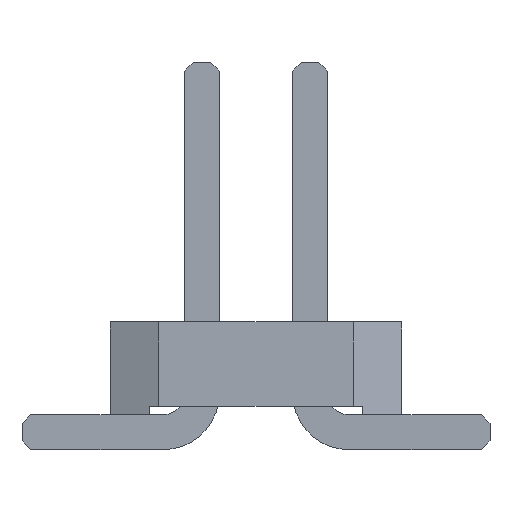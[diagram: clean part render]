
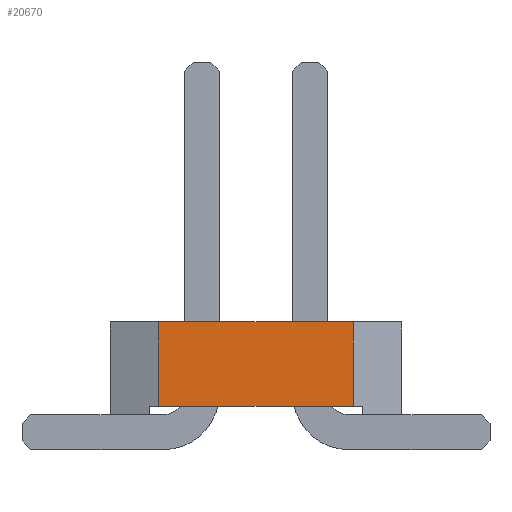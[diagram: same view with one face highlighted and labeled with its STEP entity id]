
A CAD part, front view. The second image highlights one B-rep face of the part: STEP entity #20670.
In plain terms, the highlighted planar face has unit normal (0, -1, 0).
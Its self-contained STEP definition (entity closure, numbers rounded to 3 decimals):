
#126 = PLANE('',#127);
#127 = AXIS2_PLACEMENT_3D('',#128,#129,#130);
#128 = CARTESIAN_POINT('',(-1.25,6.985,0.51));
#129 = DIRECTION('',(0.,0.,-1.));
#130 = DIRECTION('',(0.,1.,0.));
#2650 = VERTEX_POINT('',#2651);
#2651 = CARTESIAN_POINT('',(-1.14,-6.985,0.51));
#2667 = PLANE('',#2668);
#2668 = AXIS2_PLACEMENT_3D('',#2669,#2670,#2671);
#2669 = CARTESIAN_POINT('',(-1.14,-6.985,0.71));
#2670 = DIRECTION('',(1.,0.,0.));
#2671 = DIRECTION('',(0.,0.,-1.));
#5133 = VERTEX_POINT('',#5134);
#5134 = CARTESIAN_POINT('',(1.14,-6.985,0.51));
#5148 = PLANE('',#5149);
#5149 = AXIS2_PLACEMENT_3D('',#5150,#5151,#5152);
#5150 = CARTESIAN_POINT('',(1.14,-6.838,0.71));
#5151 = DIRECTION('',(-1.,0.,0.));
#5152 = DIRECTION('',(0.,0.,1.));
#5160 = EDGE_CURVE('',#2650,#5133,#5161,.T.);
#5161 = SURFACE_CURVE('',#5162,(#5166,#5173),.PCURVE_S1.);
#5162 = LINE('',#5163,#5164);
#5163 = CARTESIAN_POINT('',(-1.25,-6.985,0.51));
#5164 = VECTOR('',#5165,1.);
#5165 = DIRECTION('',(1.,0.,0.));
#5166 = PCURVE('',#126,#5167);
#5167 = DEFINITIONAL_REPRESENTATION('',(#5168),#5172);
#5168 = LINE('',#5169,#5170);
#5169 = CARTESIAN_POINT('',(-13.97,0.));
#5170 = VECTOR('',#5171,1.);
#5171 = DIRECTION('',(0.,1.));
#5172 = ( GEOMETRIC_REPRESENTATION_CONTEXT(2) 
PARAMETRIC_REPRESENTATION_CONTEXT() REPRESENTATION_CONTEXT('2D SPACE',''
  ) );
#5173 = PCURVE('',#5174,#5179);
#5174 = PLANE('',#5175);
#5175 = AXIS2_PLACEMENT_3D('',#5176,#5177,#5178);
#5176 = CARTESIAN_POINT('',(1.14,-6.985,0.71));
#5177 = DIRECTION('',(0.,1.,0.));
#5178 = DIRECTION('',(0.,0.,1.));
#5179 = DEFINITIONAL_REPRESENTATION('',(#5180),#5184);
#5180 = LINE('',#5181,#5182);
#5181 = CARTESIAN_POINT('',(-0.2,-2.39));
#5182 = VECTOR('',#5183,1.);
#5183 = DIRECTION('',(0.,1.));
#5184 = ( GEOMETRIC_REPRESENTATION_CONTEXT(2) 
PARAMETRIC_REPRESENTATION_CONTEXT() REPRESENTATION_CONTEXT('2D SPACE',''
  ) );
#6151 = PLANE('',#6152);
#6152 = AXIS2_PLACEMENT_3D('',#6153,#6154,#6155);
#6153 = CARTESIAN_POINT('',(0.,0.,1.5));
#6154 = DIRECTION('',(0.,0.,-1.));
#6155 = DIRECTION('',(0.,1.,0.));
#13245 = VERTEX_POINT('',#13246);
#13246 = CARTESIAN_POINT('',(1.14,-6.985,1.5));
#15425 = VERTEX_POINT('',#15426);
#15426 = CARTESIAN_POINT('',(-1.14,-6.985,1.5));
#15447 = EDGE_CURVE('',#13245,#15425,#15448,.T.);
#15448 = SURFACE_CURVE('',#15449,(#15453,#15460),.PCURVE_S1.);
#15449 = LINE('',#15450,#15451);
#15450 = CARTESIAN_POINT('',(1.14,-6.985,1.5));
#15451 = VECTOR('',#15452,1.);
#15452 = DIRECTION('',(-1.,0.,0.));
#15453 = PCURVE('',#6151,#15454);
#15454 = DEFINITIONAL_REPRESENTATION('',(#15455),#15459);
#15455 = LINE('',#15456,#15457);
#15456 = CARTESIAN_POINT('',(-6.985,1.14));
#15457 = VECTOR('',#15458,1.);
#15458 = DIRECTION('',(0.,-1.));
#15459 = ( GEOMETRIC_REPRESENTATION_CONTEXT(2) 
PARAMETRIC_REPRESENTATION_CONTEXT() REPRESENTATION_CONTEXT('2D SPACE',''
  ) );
#15460 = PCURVE('',#5174,#15461);
#15461 = DEFINITIONAL_REPRESENTATION('',(#15462),#15466);
#15462 = LINE('',#15463,#15464);
#15463 = CARTESIAN_POINT('',(0.79,0.));
#15464 = VECTOR('',#15465,1.);
#15465 = DIRECTION('',(-0.,-1.));
#15466 = ( GEOMETRIC_REPRESENTATION_CONTEXT(2) 
PARAMETRIC_REPRESENTATION_CONTEXT() REPRESENTATION_CONTEXT('2D SPACE',''
  ) );
#20648 = EDGE_CURVE('',#2650,#15425,#20649,.T.);
#20649 = SURFACE_CURVE('',#20650,(#20654,#20661),.PCURVE_S1.);
#20650 = LINE('',#20651,#20652);
#20651 = CARTESIAN_POINT('',(-1.14,-6.985,0.71));
#20652 = VECTOR('',#20653,1.);
#20653 = DIRECTION('',(0.,0.,1.));
#20654 = PCURVE('',#2667,#20655);
#20655 = DEFINITIONAL_REPRESENTATION('',(#20656),#20660);
#20656 = LINE('',#20657,#20658);
#20657 = CARTESIAN_POINT('',(0.,0.));
#20658 = VECTOR('',#20659,1.);
#20659 = DIRECTION('',(-1.,0.));
#20660 = ( GEOMETRIC_REPRESENTATION_CONTEXT(2) 
PARAMETRIC_REPRESENTATION_CONTEXT() REPRESENTATION_CONTEXT('2D SPACE',''
  ) );
#20661 = PCURVE('',#5174,#20662);
#20662 = DEFINITIONAL_REPRESENTATION('',(#20663),#20667);
#20663 = LINE('',#20664,#20665);
#20664 = CARTESIAN_POINT('',(-0.,-2.28));
#20665 = VECTOR('',#20666,1.);
#20666 = DIRECTION('',(1.,-0.));
#20667 = ( GEOMETRIC_REPRESENTATION_CONTEXT(2) 
PARAMETRIC_REPRESENTATION_CONTEXT() REPRESENTATION_CONTEXT('2D SPACE',''
  ) );
#20670 = ADVANCED_FACE('',(#20671),#5174,.F.);
#20671 = FACE_BOUND('',#20672,.T.);
#20672 = EDGE_LOOP('',(#20673,#20674,#20695,#20696));
#20673 = ORIENTED_EDGE('',*,*,#5160,.T.);
#20674 = ORIENTED_EDGE('',*,*,#20675,.T.);
#20675 = EDGE_CURVE('',#5133,#13245,#20676,.T.);
#20676 = SURFACE_CURVE('',#20677,(#20681,#20688),.PCURVE_S1.);
#20677 = LINE('',#20678,#20679);
#20678 = CARTESIAN_POINT('',(1.14,-6.985,0.71));
#20679 = VECTOR('',#20680,1.);
#20680 = DIRECTION('',(0.,0.,1.));
#20681 = PCURVE('',#5174,#20682);
#20682 = DEFINITIONAL_REPRESENTATION('',(#20683),#20687);
#20683 = LINE('',#20684,#20685);
#20684 = CARTESIAN_POINT('',(0.,0.));
#20685 = VECTOR('',#20686,1.);
#20686 = DIRECTION('',(1.,-0.));
#20687 = ( GEOMETRIC_REPRESENTATION_CONTEXT(2) 
PARAMETRIC_REPRESENTATION_CONTEXT() REPRESENTATION_CONTEXT('2D SPACE',''
  ) );
#20688 = PCURVE('',#5148,#20689);
#20689 = DEFINITIONAL_REPRESENTATION('',(#20690),#20694);
#20690 = LINE('',#20691,#20692);
#20691 = CARTESIAN_POINT('',(0.,-0.147));
#20692 = VECTOR('',#20693,1.);
#20693 = DIRECTION('',(1.,0.));
#20694 = ( GEOMETRIC_REPRESENTATION_CONTEXT(2) 
PARAMETRIC_REPRESENTATION_CONTEXT() REPRESENTATION_CONTEXT('2D SPACE',''
  ) );
#20695 = ORIENTED_EDGE('',*,*,#15447,.T.);
#20696 = ORIENTED_EDGE('',*,*,#20648,.F.);
